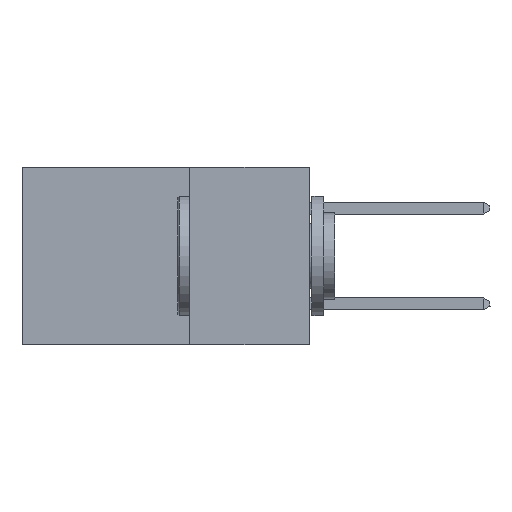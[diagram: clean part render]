
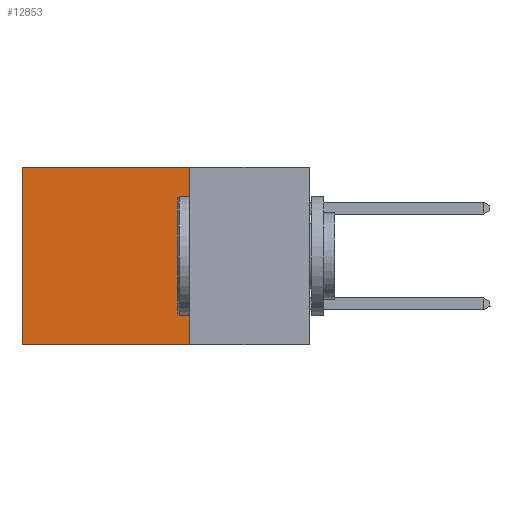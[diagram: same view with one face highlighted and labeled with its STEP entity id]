
A CAD part, left-side view. The second image highlights one B-rep face of the part: STEP entity #12853.
In plain terms, the highlighted planar face has unit normal (-1, 0, 0).
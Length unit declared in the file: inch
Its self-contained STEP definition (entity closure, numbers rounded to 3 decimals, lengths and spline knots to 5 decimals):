
#2082 = EDGE_CURVE ( 'NONE', #35898, #28730, #3672, .T. ) ;
#2549 = CARTESIAN_POINT ( 'NONE',  ( 0.2875, 0.25, 0. ) ) ;
#2618 = DIRECTION ( 'NONE',  ( 0., 0., -1. ) ) ;
#3075 = CARTESIAN_POINT ( 'NONE',  ( 0.2875, 0.25, 0. ) ) ;
#3672 = LINE ( 'NONE', #28060, #35194 ) ;
#5570 = ORIENTED_EDGE ( 'NONE', *, *, #10595, .T. ) ;
#6179 = ORIENTED_EDGE ( 'NONE', *, *, #17402, .F. ) ;
#6701 = DIRECTION ( 'NONE',  ( 0., 0., -1. ) ) ;
#6808 = CARTESIAN_POINT ( 'NONE',  ( 0.2875, 0.6, -0.37 ) ) ;
#8133 = ORIENTED_EDGE ( 'NONE', *, *, #10940, .F. ) ;
#8623 = DIRECTION ( 'NONE',  ( 1., 0., 0. ) ) ;
#9228 = LINE ( 'NONE', #3075, #13079 ) ;
#10595 = EDGE_CURVE ( 'NONE', #31752, #35898, #9228, .T. ) ;
#10676 = VECTOR ( 'NONE', #30611, 39.37008 ) ;
#10861 = CARTESIAN_POINT ( 'NONE',  ( 0.2875, 0.25, -0.37 ) ) ;
#10940 = EDGE_CURVE ( 'NONE', #31752, #25939, #20561, .T. ) ;
#11162 = PLANE ( 'NONE',  #26261 ) ;
#12827 = LINE ( 'NONE', #29437, #10676 ) ;
#12853 = ADVANCED_FACE ( 'NONE', ( #18368 ), #11162, .F. ) ;
#13079 = VECTOR ( 'NONE', #14451, 39.37008 ) ;
#13137 = CARTESIAN_POINT ( 'NONE',  ( 0.2875, 0.6, 0. ) ) ;
#13643 = CARTESIAN_POINT ( 'NONE',  ( 0.2875, 0.25, 0. ) ) ;
#14079 = ORIENTED_EDGE ( 'NONE', *, *, #2082, .T. ) ;
#14451 = DIRECTION ( 'NONE',  ( 0., 1., 0. ) ) ;
#17402 = EDGE_CURVE ( 'NONE', #25939, #28730, #12827, .T. ) ;
#18368 = FACE_OUTER_BOUND ( 'NONE', #34651, .T. ) ;
#20561 = LINE ( 'NONE', #13643, #26277 ) ;
#24726 = DIRECTION ( 'NONE',  ( 0., 0., -1. ) ) ;
#25939 = VERTEX_POINT ( 'NONE', #10861 ) ;
#26261 = AXIS2_PLACEMENT_3D ( 'NONE', #2549, #8623, #24726 ) ;
#26277 = VECTOR ( 'NONE', #2618, 39.37008 ) ;
#28060 = CARTESIAN_POINT ( 'NONE',  ( 0.2875, 0.6, 0. ) ) ;
#28730 = VERTEX_POINT ( 'NONE', #6808 ) ;
#29437 = CARTESIAN_POINT ( 'NONE',  ( 0.2875, 0.25, -0.37 ) ) ;
#30611 = DIRECTION ( 'NONE',  ( 0., 1., 0. ) ) ;
#30655 = CARTESIAN_POINT ( 'NONE',  ( 0.2875, 0.25, 0. ) ) ;
#31752 = VERTEX_POINT ( 'NONE', #30655 ) ;
#34651 = EDGE_LOOP ( 'NONE', ( #14079, #6179, #8133, #5570 ) ) ;
#35194 = VECTOR ( 'NONE', #6701, 39.37008 ) ;
#35898 = VERTEX_POINT ( 'NONE', #13137 ) ;
